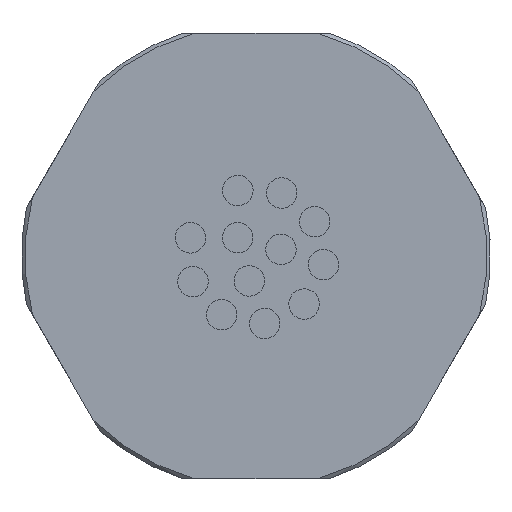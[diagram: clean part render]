
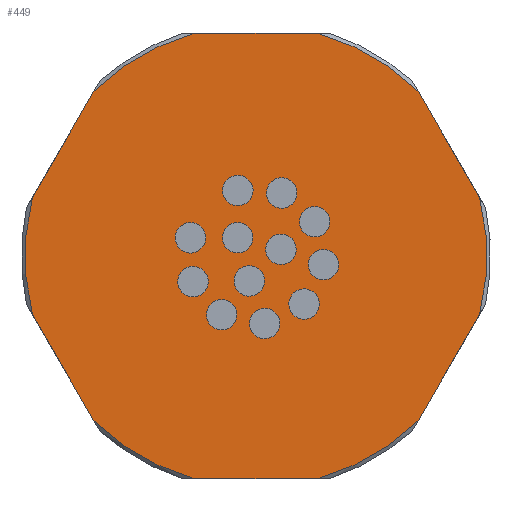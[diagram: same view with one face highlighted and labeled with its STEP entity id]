
A CAD part, front view. The second image highlights one B-rep face of the part: STEP entity #449.
In plain terms, the highlighted planar face has unit normal (0, -1, 0).
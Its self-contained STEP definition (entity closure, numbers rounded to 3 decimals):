
#118=FACE_BOUND('',#803,.T.);
#119=FACE_BOUND('',#804,.T.);
#120=FACE_BOUND('',#805,.T.);
#121=FACE_BOUND('',#806,.T.);
#122=FACE_BOUND('',#807,.T.);
#123=FACE_BOUND('',#808,.T.);
#124=FACE_BOUND('',#809,.T.);
#125=FACE_BOUND('',#810,.T.);
#126=FACE_BOUND('',#811,.T.);
#127=FACE_BOUND('',#812,.T.);
#128=FACE_BOUND('',#813,.T.);
#129=FACE_BOUND('',#814,.T.);
#130=FACE_BOUND('',#815,.T.);
#298=PLANE('',#2471);
#449=ADVANCED_FACE('',(#118,#119,#120,#121,#122,#123,#124,#125,#126,#127,
#128,#129,#130),#298,.T.);
#803=EDGE_LOOP('',(#1385));
#804=EDGE_LOOP('',(#1386));
#805=EDGE_LOOP('',(#1387));
#806=EDGE_LOOP('',(#1388));
#807=EDGE_LOOP('',(#1389));
#808=EDGE_LOOP('',(#1390));
#809=EDGE_LOOP('',(#1391));
#810=EDGE_LOOP('',(#1392));
#811=EDGE_LOOP('',(#1393));
#812=EDGE_LOOP('',(#1394));
#813=EDGE_LOOP('',(#1395));
#814=EDGE_LOOP('',(#1396));
#815=EDGE_LOOP('',(#1397,#1398,#1399,#1400,#1401,#1402,#1403,#1404,#1405,
#1406,#1407,#1408));
#1048=LINE('',#3959,#1110);
#1049=LINE('',#3963,#1111);
#1050=LINE('',#3964,#1112);
#1051=LINE('',#3965,#1113);
#1052=LINE('',#3966,#1114);
#1053=LINE('',#3967,#1115);
#1110=VECTOR('',#3003,1.);
#1111=VECTOR('',#3006,1.);
#1112=VECTOR('',#3007,1.);
#1113=VECTOR('',#3008,1.);
#1114=VECTOR('',#3009,1.);
#1115=VECTOR('',#3010,1.);
#1385=ORIENTED_EDGE('',*,*,#2038,.T.);
#1386=ORIENTED_EDGE('',*,*,#2039,.T.);
#1387=ORIENTED_EDGE('',*,*,#2040,.T.);
#1388=ORIENTED_EDGE('',*,*,#2041,.T.);
#1389=ORIENTED_EDGE('',*,*,#2042,.T.);
#1390=ORIENTED_EDGE('',*,*,#2043,.T.);
#1391=ORIENTED_EDGE('',*,*,#2044,.T.);
#1392=ORIENTED_EDGE('',*,*,#2045,.T.);
#1393=ORIENTED_EDGE('',*,*,#2046,.T.);
#1394=ORIENTED_EDGE('',*,*,#2047,.T.);
#1395=ORIENTED_EDGE('',*,*,#2048,.T.);
#1396=ORIENTED_EDGE('',*,*,#2049,.T.);
#1397=ORIENTED_EDGE('',*,*,#2036,.T.);
#1398=ORIENTED_EDGE('',*,*,#2050,.T.);
#1399=ORIENTED_EDGE('',*,*,#2051,.T.);
#1400=ORIENTED_EDGE('',*,*,#2052,.T.);
#1401=ORIENTED_EDGE('',*,*,#2007,.T.);
#1402=ORIENTED_EDGE('',*,*,#2053,.T.);
#1403=ORIENTED_EDGE('',*,*,#2014,.T.);
#1404=ORIENTED_EDGE('',*,*,#2054,.T.);
#1405=ORIENTED_EDGE('',*,*,#2021,.T.);
#1406=ORIENTED_EDGE('',*,*,#2055,.T.);
#1407=ORIENTED_EDGE('',*,*,#2028,.T.);
#1408=ORIENTED_EDGE('',*,*,#2056,.T.);
#1758=VERTEX_POINT('',#3840);
#1759=VERTEX_POINT('',#3841);
#1764=VERTEX_POINT('',#3861);
#1765=VERTEX_POINT('',#3862);
#1770=VERTEX_POINT('',#3882);
#1771=VERTEX_POINT('',#3883);
#1776=VERTEX_POINT('',#3903);
#1777=VERTEX_POINT('',#3904);
#1782=VERTEX_POINT('',#3927);
#1783=VERTEX_POINT('',#3929);
#1784=VERTEX_POINT('',#3936);
#1785=VERTEX_POINT('',#3938);
#1786=VERTEX_POINT('',#3940);
#1787=VERTEX_POINT('',#3942);
#1788=VERTEX_POINT('',#3944);
#1789=VERTEX_POINT('',#3946);
#1790=VERTEX_POINT('',#3948);
#1791=VERTEX_POINT('',#3950);
#1792=VERTEX_POINT('',#3952);
#1793=VERTEX_POINT('',#3954);
#1794=VERTEX_POINT('',#3956);
#1795=VERTEX_POINT('',#3958);
#1796=VERTEX_POINT('',#3960);
#1797=VERTEX_POINT('',#3962);
#2007=EDGE_CURVE('',#1758,#1759,#2218,.T.);
#2014=EDGE_CURVE('',#1764,#1765,#2221,.T.);
#2021=EDGE_CURVE('',#1770,#1771,#2224,.T.);
#2028=EDGE_CURVE('',#1776,#1777,#2227,.T.);
#2036=EDGE_CURVE('',#1783,#1782,#2230,.T.);
#2038=EDGE_CURVE('',#1784,#1784,#2231,.T.);
#2039=EDGE_CURVE('',#1785,#1785,#2232,.T.);
#2040=EDGE_CURVE('',#1786,#1786,#2233,.T.);
#2041=EDGE_CURVE('',#1787,#1787,#2234,.T.);
#2042=EDGE_CURVE('',#1788,#1788,#2235,.T.);
#2043=EDGE_CURVE('',#1789,#1789,#2236,.T.);
#2044=EDGE_CURVE('',#1790,#1790,#2237,.T.);
#2045=EDGE_CURVE('',#1791,#1791,#2238,.T.);
#2046=EDGE_CURVE('',#1792,#1792,#2239,.T.);
#2047=EDGE_CURVE('',#1793,#1793,#2240,.T.);
#2048=EDGE_CURVE('',#1794,#1794,#2241,.T.);
#2049=EDGE_CURVE('',#1795,#1795,#2242,.T.);
#2050=EDGE_CURVE('',#1782,#1796,#1048,.T.);
#2051=EDGE_CURVE('',#1796,#1797,#2243,.T.);
#2052=EDGE_CURVE('',#1797,#1758,#1049,.T.);
#2053=EDGE_CURVE('',#1759,#1764,#1050,.T.);
#2054=EDGE_CURVE('',#1765,#1770,#1051,.T.);
#2055=EDGE_CURVE('',#1771,#1776,#1052,.T.);
#2056=EDGE_CURVE('',#1777,#1783,#1053,.T.);
#2218=CIRCLE('',#2436,9.85);
#2221=CIRCLE('',#2441,9.85);
#2224=CIRCLE('',#2446,9.85);
#2227=CIRCLE('',#2451,9.85);
#2230=CIRCLE('',#2456,9.85);
#2231=CIRCLE('',#2458,0.65);
#2232=CIRCLE('',#2459,0.65);
#2233=CIRCLE('',#2460,0.65);
#2234=CIRCLE('',#2461,0.65);
#2235=CIRCLE('',#2462,0.65);
#2236=CIRCLE('',#2463,0.65);
#2237=CIRCLE('',#2464,0.65);
#2238=CIRCLE('',#2465,0.65);
#2239=CIRCLE('',#2466,0.65);
#2240=CIRCLE('',#2467,0.65);
#2241=CIRCLE('',#2468,0.65);
#2242=CIRCLE('',#2469,0.65);
#2243=CIRCLE('',#2470,9.85);
#2436=AXIS2_PLACEMENT_3D('',#3839,#2927,#2928);
#2441=AXIS2_PLACEMENT_3D('',#3860,#2939,#2940);
#2446=AXIS2_PLACEMENT_3D('',#3881,#2951,#2952);
#2451=AXIS2_PLACEMENT_3D('',#3902,#2963,#2964);
#2456=AXIS2_PLACEMENT_3D('',#3928,#2975,#2976);
#2458=AXIS2_PLACEMENT_3D('',#3935,#2979,#2980);
#2459=AXIS2_PLACEMENT_3D('',#3937,#2981,#2982);
#2460=AXIS2_PLACEMENT_3D('',#3939,#2983,#2984);
#2461=AXIS2_PLACEMENT_3D('',#3941,#2985,#2986);
#2462=AXIS2_PLACEMENT_3D('',#3943,#2987,#2988);
#2463=AXIS2_PLACEMENT_3D('',#3945,#2989,#2990);
#2464=AXIS2_PLACEMENT_3D('',#3947,#2991,#2992);
#2465=AXIS2_PLACEMENT_3D('',#3949,#2993,#2994);
#2466=AXIS2_PLACEMENT_3D('',#3951,#2995,#2996);
#2467=AXIS2_PLACEMENT_3D('',#3953,#2997,#2998);
#2468=AXIS2_PLACEMENT_3D('',#3955,#2999,#3000);
#2469=AXIS2_PLACEMENT_3D('',#3957,#3001,#3002);
#2470=AXIS2_PLACEMENT_3D('',#3961,#3004,#3005);
#2471=AXIS2_PLACEMENT_3D('',#3968,#3011,#3012);
#2927=DIRECTION('',(0.,-1.,0.));
#2928=DIRECTION('',(0.,0.,-1.));
#2939=DIRECTION('',(0.,-1.,0.));
#2940=DIRECTION('',(0.,0.,-1.));
#2951=DIRECTION('',(0.,-1.,0.));
#2952=DIRECTION('',(0.,0.,-1.));
#2963=DIRECTION('',(0.,-1.,0.));
#2964=DIRECTION('',(0.,0.,-1.));
#2975=DIRECTION('',(0.,-1.,0.));
#2976=DIRECTION('',(0.,0.,-1.));
#2979=DIRECTION('',(0.,1.,0.));
#2980=DIRECTION('',(0.547,0.,-0.837));
#2981=DIRECTION('',(0.,1.,0.));
#2982=DIRECTION('',(0.547,0.,-0.837));
#2983=DIRECTION('',(0.,1.,0.));
#2984=DIRECTION('',(0.547,0.,-0.837));
#2985=DIRECTION('',(0.,1.,0.));
#2986=DIRECTION('',(0.547,0.,-0.837));
#2987=DIRECTION('',(0.,1.,0.));
#2988=DIRECTION('',(0.547,0.,-0.837));
#2989=DIRECTION('',(0.,1.,0.));
#2990=DIRECTION('',(0.547,0.,-0.837));
#2991=DIRECTION('',(0.,1.,0.));
#2992=DIRECTION('',(0.547,0.,-0.837));
#2993=DIRECTION('',(0.,1.,0.));
#2994=DIRECTION('',(0.547,0.,-0.837));
#2995=DIRECTION('',(0.,1.,0.));
#2996=DIRECTION('',(0.547,0.,-0.837));
#2997=DIRECTION('',(0.,1.,0.));
#2998=DIRECTION('',(0.547,0.,-0.837));
#2999=DIRECTION('',(0.,1.,0.));
#3000=DIRECTION('',(0.547,0.,-0.837));
#3001=DIRECTION('',(0.,1.,0.));
#3002=DIRECTION('',(0.547,0.,-0.837));
#3003=DIRECTION('',(0.5,0.,0.866));
#3004=DIRECTION('',(0.,-1.,0.));
#3005=DIRECTION('',(0.,0.,-1.));
#3006=DIRECTION('',(-0.5,0.,0.866));
#3007=DIRECTION('',(-1.,0.,0.));
#3008=DIRECTION('',(-0.5,0.,-0.866));
#3009=DIRECTION('',(0.5,0.,-0.866));
#3010=DIRECTION('',(1.,0.,0.));
#3011=DIRECTION('',(0.,-1.,0.));
#3012=DIRECTION('',(0.,0.,-1.));
#3839=CARTESIAN_POINT('',(0.,0.,0.));
#3840=CARTESIAN_POINT('',(6.926,0.,7.004));
#3841=CARTESIAN_POINT('',(2.602,0.,9.5));
#3860=CARTESIAN_POINT('',(0.,0.,0.));
#3861=CARTESIAN_POINT('',(-2.602,0.,9.5));
#3862=CARTESIAN_POINT('',(-6.926,0.,7.004));
#3881=CARTESIAN_POINT('',(0.,0.,0.));
#3882=CARTESIAN_POINT('',(-9.528,0.,2.496));
#3883=CARTESIAN_POINT('',(-9.528,0.,-2.496));
#3902=CARTESIAN_POINT('',(0.,0.,0.));
#3903=CARTESIAN_POINT('',(-6.926,0.,-7.004));
#3904=CARTESIAN_POINT('',(-2.602,0.,-9.5));
#3927=CARTESIAN_POINT('',(6.926,0.,-7.004));
#3928=CARTESIAN_POINT('',(0.,0.,0.));
#3929=CARTESIAN_POINT('',(2.602,0.,-9.5));
#3935=CARTESIAN_POINT('',(-2.795,0.,0.775));
#3936=CARTESIAN_POINT('',(-2.439,0.,0.231));
#3937=CARTESIAN_POINT('',(2.505,0.,1.461));
#3938=CARTESIAN_POINT('',(2.861,0.,0.917));
#3939=CARTESIAN_POINT('',(-1.461,0.,-2.505));
#3940=CARTESIAN_POINT('',(-1.105,0.,-3.049));
#3941=CARTESIAN_POINT('',(1.092,0.,2.686));
#3942=CARTESIAN_POINT('',(1.448,0.,2.142));
#3943=CARTESIAN_POINT('',(0.372,0.,-2.876));
#3944=CARTESIAN_POINT('',(0.728,0.,-3.42));
#3945=CARTESIAN_POINT('',(-2.686,0.,-1.092));
#3946=CARTESIAN_POINT('',(-2.331,0.,-1.636));
#3947=CARTESIAN_POINT('',(2.051,0.,-2.051));
#3948=CARTESIAN_POINT('',(2.406,0.,-2.595));
#3949=CARTESIAN_POINT('',(-0.285,0.,-1.063));
#3950=CARTESIAN_POINT('',(0.071,0.,-1.607));
#3951=CARTESIAN_POINT('',(-0.778,0.,0.778));
#3952=CARTESIAN_POINT('',(-0.422,0.,0.234));
#3953=CARTESIAN_POINT('',(2.876,0.,-0.372));
#3954=CARTESIAN_POINT('',(3.232,0.,-0.916));
#3955=CARTESIAN_POINT('',(1.063,0.,0.285));
#3956=CARTESIAN_POINT('',(1.418,0.,-0.259));
#3957=CARTESIAN_POINT('',(-0.775,0.,2.795));
#3958=CARTESIAN_POINT('',(-0.419,0.,2.25));
#3959=CARTESIAN_POINT('',(9.79,0.,-2.044));
#3960=CARTESIAN_POINT('',(9.528,0.,-2.496));
#3961=CARTESIAN_POINT('',(0.,0.,0.));
#3962=CARTESIAN_POINT('',(9.528,0.,2.496));
#3963=CARTESIAN_POINT('',(9.79,0.,2.044));
#3964=CARTESIAN_POINT('',(6.25,0.,9.5));
#3965=CARTESIAN_POINT('',(-6.665,0.,7.456));
#3966=CARTESIAN_POINT('',(-6.665,0.,-7.456));
#3967=CARTESIAN_POINT('',(6.25,0.,-9.5));
#3968=CARTESIAN_POINT('',(6.25,0.,0.));
